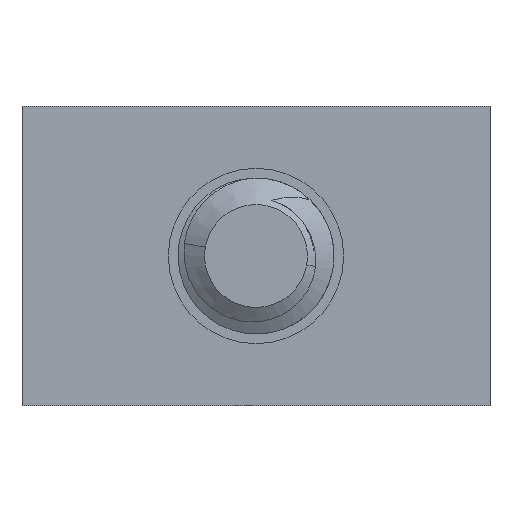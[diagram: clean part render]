
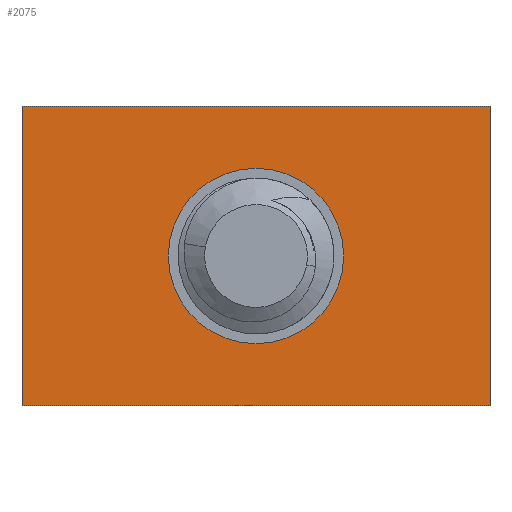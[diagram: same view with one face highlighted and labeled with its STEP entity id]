
A CAD part, front view. The second image highlights one B-rep face of the part: STEP entity #2075.
In plain terms, the highlighted planar face has unit normal (0, -1, 0).
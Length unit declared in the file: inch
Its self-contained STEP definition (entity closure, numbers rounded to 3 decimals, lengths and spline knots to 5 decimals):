
#88 = CARTESIAN_POINT ( 'NONE',  ( 0., 0., 0. ) ) ;
#305 = VERTEX_POINT ( 'NONE', #2119 ) ;
#324 = EDGE_CURVE ( 'NONE', #1264, #952, #1382, .T. ) ;
#346 = VECTOR ( 'NONE', #1858, 39.37008 ) ;
#408 = CARTESIAN_POINT ( 'NONE',  ( 0., 0., 0. ) ) ;
#413 = CARTESIAN_POINT ( 'NONE',  ( 0.75, 0., 0. ) ) ;
#458 = CARTESIAN_POINT ( 'NONE',  ( 0.75, 0., 0. ) ) ;
#510 = FACE_BOUND ( 'NONE', #2490, .T. ) ;
#562 = DIRECTION ( 'NONE',  ( 0., 1., 0. ) ) ;
#584 = ORIENTED_EDGE ( 'NONE', *, *, #2164, .F. ) ;
#626 = DIRECTION ( 'NONE',  ( -1., 0., 0. ) ) ;
#664 = CARTESIAN_POINT ( 'NONE',  ( 0.75, 0., 0. ) ) ;
#708 = AXIS2_PLACEMENT_3D ( 'NONE', #2474, #724, #2768 ) ;
#720 = VERTEX_POINT ( 'NONE', #1124 ) ;
#724 = DIRECTION ( 'NONE',  ( 0., 1., 0. ) ) ;
#748 = DIRECTION ( 'NONE',  ( 0., 0., -1. ) ) ;
#791 = AXIS2_PLACEMENT_3D ( 'NONE', #3724, #562, #2609 ) ;
#895 = DIRECTION ( 'NONE',  ( 0., 1., 0. ) ) ;
#952 = VERTEX_POINT ( 'NONE', #1134 ) ;
#1020 = CARTESIAN_POINT ( 'NONE',  ( 0.75, 0., -0.47992 ) ) ;
#1094 = EDGE_CURVE ( 'NONE', #2311, #2553, #1601, .T. ) ;
#1124 = CARTESIAN_POINT ( 'NONE',  ( 0.375, 0., -0.38051 ) ) ;
#1134 = CARTESIAN_POINT ( 'NONE',  ( 0., 0., -0.47992 ) ) ;
#1264 = VERTEX_POINT ( 'NONE', #408 ) ;
#1359 = ORIENTED_EDGE ( 'NONE', *, *, #2517, .T. ) ;
#1382 = LINE ( 'NONE', #88, #2156 ) ;
#1461 = AXIS2_PLACEMENT_3D ( 'NONE', #2644, #895, #2925 ) ;
#1601 = LINE ( 'NONE', #458, #3062 ) ;
#1858 = DIRECTION ( 'NONE',  ( -1., 0., 0. ) ) ;
#1889 = LINE ( 'NONE', #413, #346 ) ;
#1958 = ORIENTED_EDGE ( 'NONE', *, *, #1094, .F. ) ;
#2056 = ORIENTED_EDGE ( 'NONE', *, *, #324, .T. ) ;
#2058 = FACE_OUTER_BOUND ( 'NONE', #2295, .T. ) ;
#2075 = ADVANCED_FACE ( 'NONE', ( #510, #2058 ), #2307, .F. ) ;
#2110 = CIRCLE ( 'NONE', #1461, 0.14055 ) ;
#2119 = CARTESIAN_POINT ( 'NONE',  ( 0.375, 0., -0.09941 ) ) ;
#2156 = VECTOR ( 'NONE', #2994, 39.37008 ) ;
#2164 = EDGE_CURVE ( 'NONE', #2553, #952, #2654, .T. ) ;
#2295 = EDGE_LOOP ( 'NONE', ( #2056, #584, #1958, #3242 ) ) ;
#2307 = PLANE ( 'NONE',  #791 ) ;
#2311 = VERTEX_POINT ( 'NONE', #664 ) ;
#2363 = CARTESIAN_POINT ( 'NONE',  ( 0.75, 0., -0.47992 ) ) ;
#2474 = CARTESIAN_POINT ( 'NONE',  ( 0.375, 0., -0.23996 ) ) ;
#2490 = EDGE_LOOP ( 'NONE', ( #1359, #3571 ) ) ;
#2517 = EDGE_CURVE ( 'NONE', #305, #720, #3287, .T. ) ;
#2553 = VERTEX_POINT ( 'NONE', #1020 ) ;
#2609 = DIRECTION ( 'NONE',  ( 0., 0., 1. ) ) ;
#2644 = CARTESIAN_POINT ( 'NONE',  ( 0.375, 0., -0.23996 ) ) ;
#2654 = LINE ( 'NONE', #2363, #3500 ) ;
#2768 = DIRECTION ( 'NONE',  ( 0., 0., 1. ) ) ;
#2857 = EDGE_CURVE ( 'NONE', #2311, #1264, #1889, .T. ) ;
#2925 = DIRECTION ( 'NONE',  ( 0., 0., 1. ) ) ;
#2994 = DIRECTION ( 'NONE',  ( 0., 0., -1. ) ) ;
#3062 = VECTOR ( 'NONE', #748, 39.37008 ) ;
#3135 = EDGE_CURVE ( 'NONE', #720, #305, #2110, .T. ) ;
#3242 = ORIENTED_EDGE ( 'NONE', *, *, #2857, .T. ) ;
#3287 = CIRCLE ( 'NONE', #708, 0.14055 ) ;
#3500 = VECTOR ( 'NONE', #626, 39.37008 ) ;
#3571 = ORIENTED_EDGE ( 'NONE', *, *, #3135, .T. ) ;
#3724 = CARTESIAN_POINT ( 'NONE',  ( 0.75, 0., 0. ) ) ;
